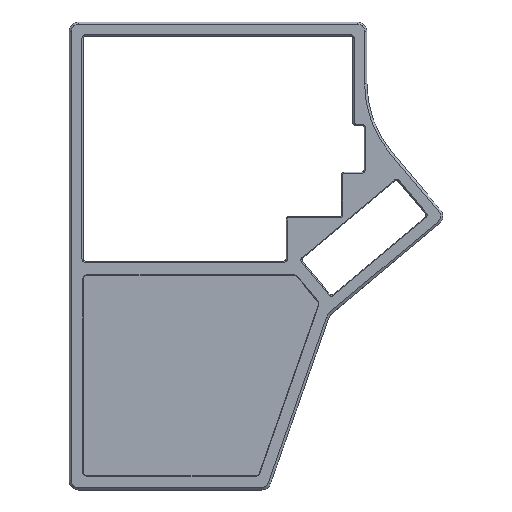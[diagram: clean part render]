
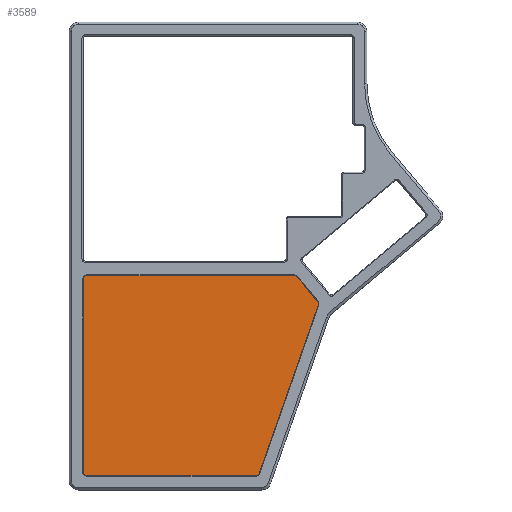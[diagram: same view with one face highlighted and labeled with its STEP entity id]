
A CAD part, top view. The second image highlights one B-rep face of the part: STEP entity #3589.
In plain terms, the highlighted planar face has unit normal (0, 0, 1).
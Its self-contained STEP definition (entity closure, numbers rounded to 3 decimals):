
#164=CIRCLE('',#3755,2.);
#165=CIRCLE('',#3758,2.);
#225=CIRCLE('',#3931,2.);
#226=CIRCLE('',#3932,2.);
#227=CIRCLE('',#3933,2.);
#395=FACE_OUTER_BOUND('',#610,.T.);
#610=EDGE_LOOP('',(#2832,#2833,#2834,#2835,#2836,#2837,#2838,#2839,#2840,
#2841));
#766=LINE('',#5315,#1126);
#770=LINE('',#5324,#1130);
#773=LINE('',#5332,#1133);
#953=LINE('',#5910,#1313);
#954=LINE('',#5914,#1314);
#1126=VECTOR('',#4184,10.);
#1130=VECTOR('',#4194,10.);
#1133=VECTOR('',#4203,10.);
#1313=VECTOR('',#4727,10.);
#1314=VECTOR('',#4732,10.);
#1485=VERTEX_POINT('',#5312);
#1486=VERTEX_POINT('',#5314);
#1487=VERTEX_POINT('',#5318);
#1488=VERTEX_POINT('',#5322);
#1489=VERTEX_POINT('',#5326);
#1490=VERTEX_POINT('',#5330);
#1714=VERTEX_POINT('',#5906);
#1715=VERTEX_POINT('',#5907);
#1716=VERTEX_POINT('',#5909);
#1717=VERTEX_POINT('',#5912);
#1835=EDGE_CURVE('',#1485,#1486,#766,.T.);
#1838=EDGE_CURVE('',#1487,#1485,#164,.T.);
#1840=EDGE_CURVE('',#1488,#1487,#770,.T.);
#1842=EDGE_CURVE('',#1489,#1488,#165,.T.);
#1844=EDGE_CURVE('',#1490,#1489,#773,.T.);
#2131=EDGE_CURVE('',#1714,#1715,#225,.T.);
#2132=EDGE_CURVE('',#1716,#1714,#953,.T.);
#2133=EDGE_CURVE('',#1486,#1716,#226,.T.);
#2134=EDGE_CURVE('',#1717,#1490,#227,.T.);
#2135=EDGE_CURVE('',#1715,#1717,#954,.T.);
#2832=ORIENTED_EDGE('',*,*,#2131,.F.);
#2833=ORIENTED_EDGE('',*,*,#2132,.F.);
#2834=ORIENTED_EDGE('',*,*,#2133,.F.);
#2835=ORIENTED_EDGE('',*,*,#1835,.F.);
#2836=ORIENTED_EDGE('',*,*,#1838,.F.);
#2837=ORIENTED_EDGE('',*,*,#1840,.F.);
#2838=ORIENTED_EDGE('',*,*,#1842,.F.);
#2839=ORIENTED_EDGE('',*,*,#1844,.F.);
#2840=ORIENTED_EDGE('',*,*,#2134,.F.);
#2841=ORIENTED_EDGE('',*,*,#2135,.F.);
#3453=PLANE('',#3930);
#3589=ADVANCED_FACE('',(#395),#3453,.F.);
#3755=AXIS2_PLACEMENT_3D('',#5320,#4189,#4190);
#3758=AXIS2_PLACEMENT_3D('',#5328,#4198,#4199);
#3930=AXIS2_PLACEMENT_3D('',#5905,#4723,#4724);
#3931=AXIS2_PLACEMENT_3D('',#5908,#4725,#4726);
#3932=AXIS2_PLACEMENT_3D('',#5911,#4728,#4729);
#3933=AXIS2_PLACEMENT_3D('',#5913,#4730,#4731);
#4184=DIRECTION('',(0.643,-0.766,0.));
#4189=DIRECTION('center_axis',(0.,0.,-1.));
#4190=DIRECTION('ref_axis',(0.423,0.906,0.));
#4194=DIRECTION('',(1.,0.,0.));
#4198=DIRECTION('center_axis',(0.,0.,-1.));
#4199=DIRECTION('ref_axis',(-0.707,0.707,0.));
#4203=DIRECTION('',(0.,1.,0.));
#4723=DIRECTION('center_axis',(0.,0.,-1.));
#4724=DIRECTION('ref_axis',(-1.,0.,0.));
#4725=DIRECTION('center_axis',(0.,0.,-1.));
#4726=DIRECTION('ref_axis',(0.578,-0.816,0.));
#4727=DIRECTION('',(-0.331,-0.944,0.));
#4728=DIRECTION('center_axis',(0.,0.,-1.));
#4729=DIRECTION('ref_axis',(0.984,0.179,0.));
#4730=DIRECTION('center_axis',(0.,0.,-1.));
#4731=DIRECTION('ref_axis',(-0.707,-0.707,0.));
#4732=DIRECTION('',(-1.,0.,0.));
#5312=CARTESIAN_POINT('',(90.916,-102.464,6.));
#5314=CARTESIAN_POINT('',(99.574,-112.783,6.));
#5315=CARTESIAN_POINT('',(90.316,-101.75,6.));
#5318=CARTESIAN_POINT('',(89.384,-101.75,6.));
#5320=CARTESIAN_POINT('Origin',(89.384,-103.75,6.));
#5322=CARTESIAN_POINT('',(1.5,-101.75,6.));
#5324=CARTESIAN_POINT('',(90.316,-101.75,6.));
#5326=CARTESIAN_POINT('',(-0.5,-103.75,6.));
#5328=CARTESIAN_POINT('Origin',(1.5,-103.75,6.));
#5330=CARTESIAN_POINT('',(-0.5,-185.5,6.));
#5332=CARTESIAN_POINT('',(-0.5,-101.75,6.));
#5905=CARTESIAN_POINT('Origin',(49.903,-144.625,6.));
#5906=CARTESIAN_POINT('',(74.871,-186.162,6.));
#5907=CARTESIAN_POINT('',(72.984,-187.5,6.));
#5908=CARTESIAN_POINT('Origin',(72.984,-185.5,6.));
#5909=CARTESIAN_POINT('',(99.929,-114.731,6.));
#5910=CARTESIAN_POINT('',(74.402,-187.5,6.));
#5911=CARTESIAN_POINT('Origin',(98.042,-114.069,6.));
#5912=CARTESIAN_POINT('',(1.5,-187.5,6.));
#5913=CARTESIAN_POINT('Origin',(1.5,-185.5,6.));
#5914=CARTESIAN_POINT('',(-0.5,-187.5,6.));
